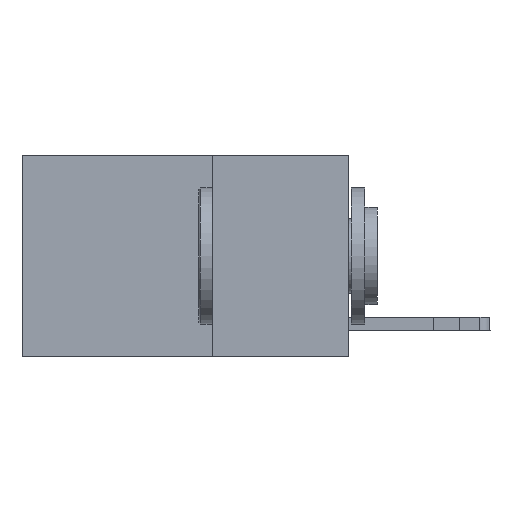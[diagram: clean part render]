
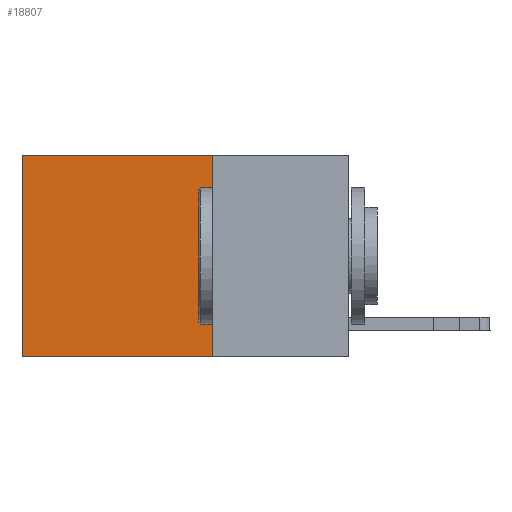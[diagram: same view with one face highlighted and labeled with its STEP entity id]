
A CAD part, left-side view. The second image highlights one B-rep face of the part: STEP entity #18807.
In plain terms, the highlighted planar face has unit normal (-1, 0, 0).
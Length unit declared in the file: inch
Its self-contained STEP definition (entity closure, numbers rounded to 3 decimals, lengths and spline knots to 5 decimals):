
#71 = CARTESIAN_POINT ( 'NONE',  ( 0.2625, 0.25, -0.37 ) ) ;
#403 = CARTESIAN_POINT ( 'NONE',  ( 0.2625, 0.6, 0. ) ) ;
#1035 = VERTEX_POINT ( 'NONE', #71 ) ;
#1636 = CARTESIAN_POINT ( 'NONE',  ( 0.2625, 0.25, -0.37 ) ) ;
#1771 = CARTESIAN_POINT ( 'NONE',  ( 0.2625, 0.6, -0.37 ) ) ;
#2493 = VERTEX_POINT ( 'NONE', #1771 ) ;
#2637 = VECTOR ( 'NONE', #19933, 39.37008 ) ;
#3916 = LINE ( 'NONE', #20247, #2637 ) ;
#4270 = ORIENTED_EDGE ( 'NONE', *, *, #8102, .T. ) ;
#4868 = EDGE_CURVE ( 'NONE', #16553, #1035, #3916, .T. ) ;
#5117 = EDGE_CURVE ( 'NONE', #1035, #2493, #6368, .T. ) ;
#5192 = ORIENTED_EDGE ( 'NONE', *, *, #5117, .F. ) ;
#5343 = EDGE_CURVE ( 'NONE', #16553, #13522, #10148, .T. ) ;
#5401 = VECTOR ( 'NONE', #18488, 39.37008 ) ;
#6368 = LINE ( 'NONE', #1636, #11581 ) ;
#6967 = DIRECTION ( 'NONE',  ( 0., 0., -1. ) ) ;
#7206 = AXIS2_PLACEMENT_3D ( 'NONE', #14091, #15997, #7977 ) ;
#7448 = EDGE_LOOP ( 'NONE', ( #4270, #5192, #17605, #19670 ) ) ;
#7977 = DIRECTION ( 'NONE',  ( 0., 0., -1. ) ) ;
#8102 = EDGE_CURVE ( 'NONE', #13522, #2493, #8572, .T. ) ;
#8197 = DIRECTION ( 'NONE',  ( 0., 1., 0. ) ) ;
#8572 = LINE ( 'NONE', #403, #15032 ) ;
#9468 = FACE_OUTER_BOUND ( 'NONE', #7448, .T. ) ;
#10148 = LINE ( 'NONE', #15063, #5401 ) ;
#11507 = CARTESIAN_POINT ( 'NONE',  ( 0.2625, 0.25, 0. ) ) ;
#11581 = VECTOR ( 'NONE', #8197, 39.37008 ) ;
#13305 = CARTESIAN_POINT ( 'NONE',  ( 0.2625, 0.6, 0. ) ) ;
#13522 = VERTEX_POINT ( 'NONE', #13305 ) ;
#14091 = CARTESIAN_POINT ( 'NONE',  ( 0.2625, 0.25, 0. ) ) ;
#15032 = VECTOR ( 'NONE', #6967, 39.37008 ) ;
#15063 = CARTESIAN_POINT ( 'NONE',  ( 0.2625, 0.25, 0. ) ) ;
#15997 = DIRECTION ( 'NONE',  ( 1., 0., 0. ) ) ;
#16553 = VERTEX_POINT ( 'NONE', #11507 ) ;
#17605 = ORIENTED_EDGE ( 'NONE', *, *, #4868, .F. ) ;
#17728 = PLANE ( 'NONE',  #7206 ) ;
#18488 = DIRECTION ( 'NONE',  ( 0., 1., 0. ) ) ;
#18807 = ADVANCED_FACE ( 'NONE', ( #9468 ), #17728, .F. ) ;
#19670 = ORIENTED_EDGE ( 'NONE', *, *, #5343, .T. ) ;
#19933 = DIRECTION ( 'NONE',  ( 0., 0., -1. ) ) ;
#20247 = CARTESIAN_POINT ( 'NONE',  ( 0.2625, 0.25, 0. ) ) ;
